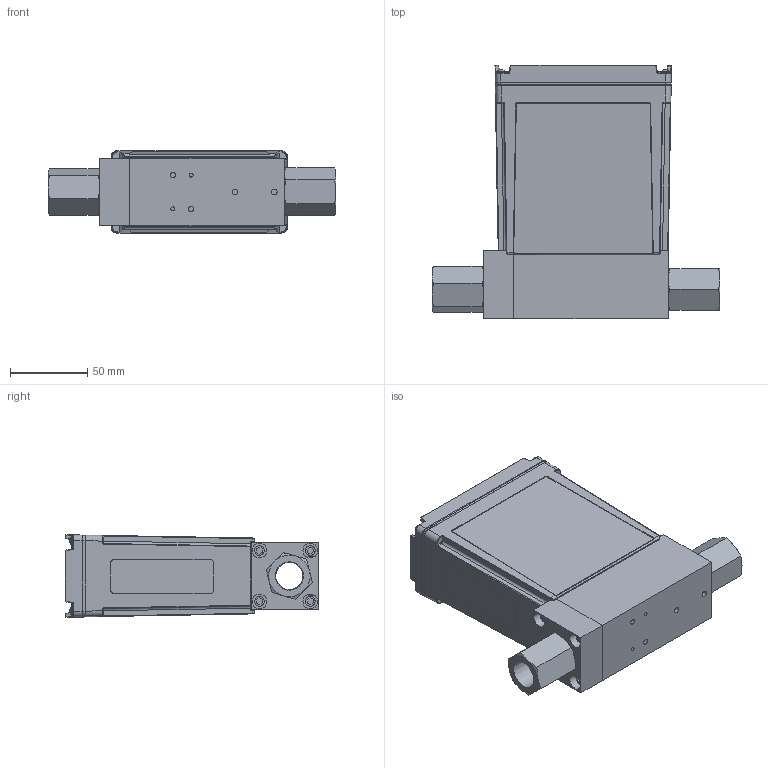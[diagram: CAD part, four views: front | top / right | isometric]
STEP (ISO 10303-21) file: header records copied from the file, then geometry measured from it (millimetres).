
FILE_DESCRIPTION (( 'STEP AP214' ), '1' );
FILE_NAME ('GE250-.50NPTF-15Pin-5VDC.STEP', '2016-01-22T15:28:16', ( 'MKS' ), ( 'MKS' ), 'SwSTEP 2.0', 'SolidWorks 2012', '' );
FILE_SCHEMA (( 'AUTOMOTIVE_DESIGN' ));
Length unit declared in the file: inch
Products named in the file (1): GE250-.50NPTF-15Pin-5VDC
Bounding box: 186.97 x 164.52 x 53.57 mm (x, y, z)
Surface area: 107379.1 mm2 (no closed solid volume)
Topology: 0 solids, 52 shells, 616 faces, 2298 edges, 1679 vertices
Faces by surface type: plane 292, cylinder 201, bspline 76, cone 23, sphere 16, torus 8
Full cylindrical faces by diameter (mm): 0.61 x15, 2.261 x2, 2.5 x2, 3.454 x2, 3.797 x2, 4.064 x2, 5.944 x3, 6.147 x4, 6.35 x2, 9.525 x4, 14.224 x1
Entity records: 36548 total; most frequent: CARTESIAN_POINT 10986, DIRECTION 3303, ORIENTED_EDGE 3236, EDGE_CURVE 2219, VERTEX_POINT 1674, LINE 1233, VECTOR 1233, AXIS2_PLACEMENT_3D 1035
